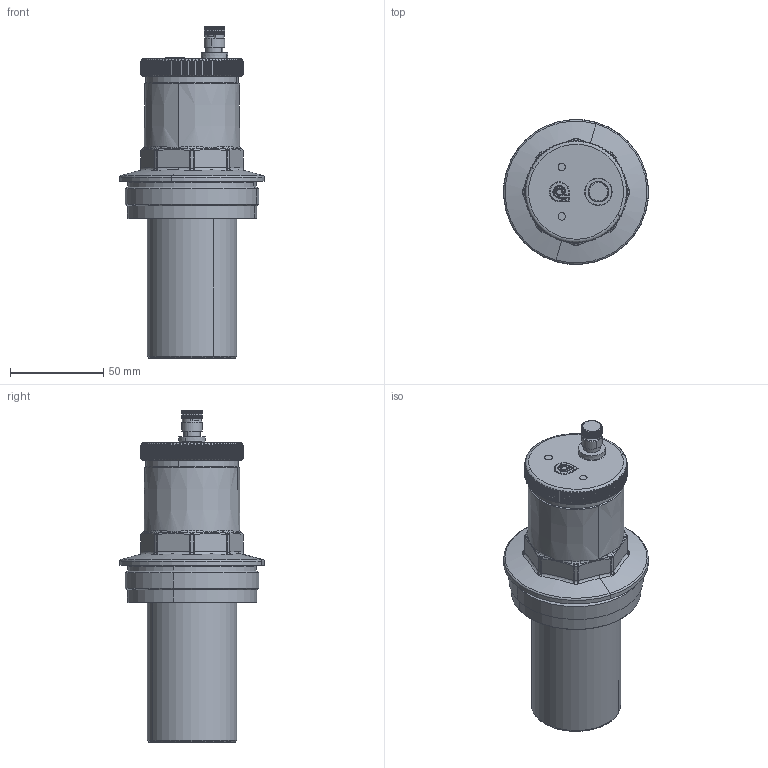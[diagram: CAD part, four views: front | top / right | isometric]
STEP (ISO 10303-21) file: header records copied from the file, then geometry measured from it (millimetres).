
FILE_DESCRIPTION(('CATIA V5 STEP Exchange','CAx-IF Rec.Pracs.--- Model Styling and Organization---1.5--- 2016-08-15','CAx-IF Rec.Pracs.---Supplemental Geometry---1.0---2011-11-01','CAx-IF Rec.Pracs.--- Composite Materials ---3.4---2017-06-13','CAx-IF Rec.Pracs.---Tessellated 3D Geometry---1.0---2015-12-17'),'2;1');
FILE_NAME('STEP_59756_-_TST.stp','2025-05-06T15:55:08+00:00',('none'),('none'),'CATIA Version 5-6 Release 2020 SP5','CATIA V5 STEP AP242 v2','none');
FILE_SCHEMA(('AP242_MANAGED_MODEL_BASED_3D_ENGINEERING_MIM_LF {1 0 10303 442 1 1 4}'));
Length unit declared in the file: millimetre
Products named in the file (1): 59756 - TST
Bounding box: 77.77 x 77.77 x 178.3 mm (x, y, z)
Volume: 366417.5 mm3; surface area: 37739.8 mm2
Topology: 1 solids, 1 shells, 891 faces, 2419 edges, 1529 vertices
Faces by surface type: cylinder 407, plane 290, bspline 109, torus 40, cone 36, sphere 9
Entity records: 36571 total; most frequent: CARTESIAN_POINT 16714, ORIENTED_EDGE 4808, DIRECTION 2494, EDGE_CURVE 2404, VERTEX_POINT 1529, B_SPLINE_CURVE_WITH_KNOTS 1308, AXIS2_PLACEMENT_3D 1000, EDGE_LOOP 905
